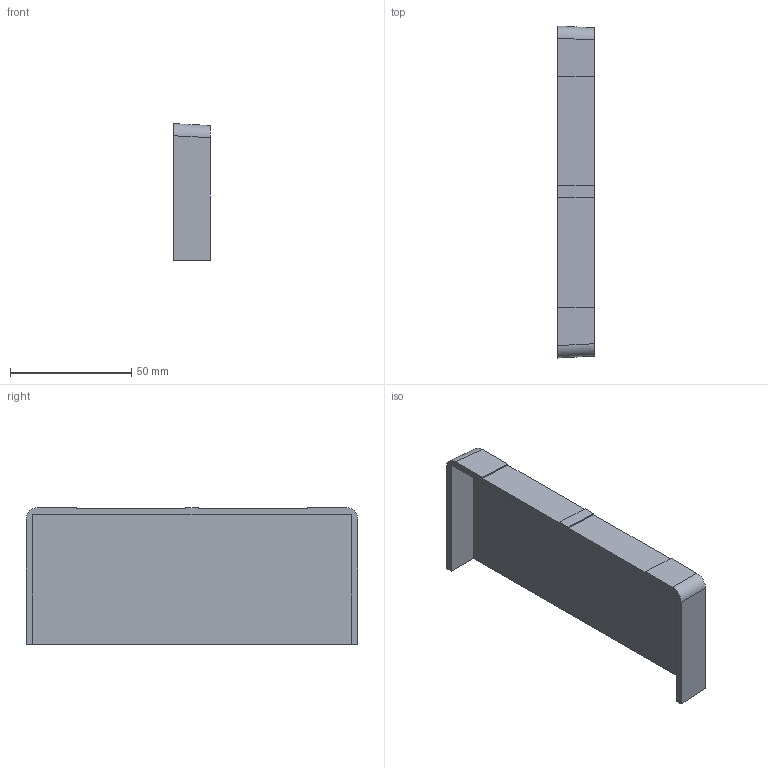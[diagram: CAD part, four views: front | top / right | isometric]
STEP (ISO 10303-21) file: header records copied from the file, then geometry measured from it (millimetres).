
FILE_DESCRIPTION (( 'STEP AP214' ), '1' );
FILE_NAME ('6113282.stp', '2016-05-23T13:42:04', ( '' ), ( '' ), 'SwSTEP 2.0', 'SolidWorks 2014', '' );
FILE_SCHEMA (( 'AUTOMOTIVE_DESIGN' ));
Length unit declared in the file: millimetre
Products named in the file (2): 070061_Standard; 6113282
Assembly tree (1 placements, depth 2):
  6113282
    070061_Standard
Bounding box: 15 x 136.57 x 56.29 mm (x, y, z)
Volume: 21898.2 mm3; surface area: 22180.6 mm2
Topology: 1 solids, 1 shells, 20 faces, 54 edges, 36 vertices
Faces by surface type: plane 18, cylinder 2
Entity records: 684 total; most frequent: CARTESIAN_POINT 126, ORIENTED_EDGE 108, DIRECTION 98, EDGE_CURVE 54, LINE 50, VECTOR 50, VERTEX_POINT 36, AXIS2_PLACEMENT_3D 24
